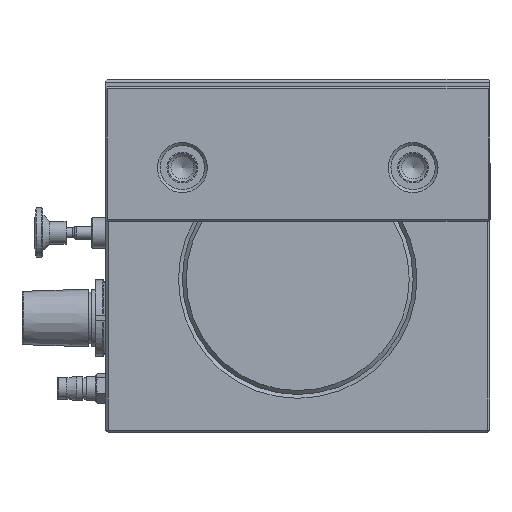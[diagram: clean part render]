
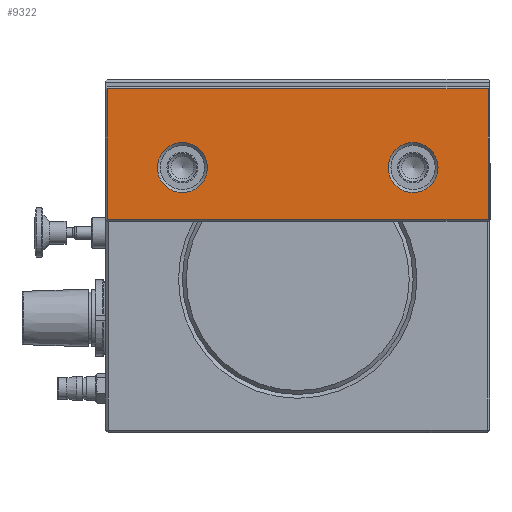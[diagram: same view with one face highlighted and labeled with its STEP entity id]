
A CAD part, front view. The second image highlights one B-rep face of the part: STEP entity #9322.
In plain terms, the highlighted planar face has unit normal (0, -1, 0).
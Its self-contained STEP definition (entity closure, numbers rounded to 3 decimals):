
#450=FACE_BOUND('',#1855,.T.);
#451=FACE_BOUND('',#1856,.T.);
#731=PLANE('',#10597);
#1250=FACE_OUTER_BOUND('',#1854,.T.);
#1854=EDGE_LOOP('',(#8573,#8574,#8575,#8576));
#1855=EDGE_LOOP('',(#8577));
#1856=EDGE_LOOP('',(#8578));
#2631=LINE('',#16708,#3434);
#2642=LINE('',#16731,#3445);
#2646=LINE('',#16737,#3449);
#2649=LINE('',#16741,#3452);
#3434=VECTOR('',#13229,10.);
#3445=VECTOR('',#13248,10.);
#3449=VECTOR('',#13256,10.);
#3452=VECTOR('',#13261,10.);
#3907=CIRCLE('',#10598,13.);
#3908=CIRCLE('',#10599,13.);
#4735=VERTEX_POINT('',#16705);
#4736=VERTEX_POINT('',#16707);
#4741=VERTEX_POINT('',#16720);
#4742=VERTEX_POINT('',#16724);
#4745=VERTEX_POINT('',#16747);
#4746=VERTEX_POINT('',#16749);
#6013=EDGE_CURVE('',#4735,#4736,#2631,.T.);
#6024=EDGE_CURVE('',#4742,#4741,#2642,.T.);
#6028=EDGE_CURVE('',#4736,#4742,#2646,.T.);
#6031=EDGE_CURVE('',#4741,#4735,#2649,.T.);
#6034=EDGE_CURVE('',#4745,#4745,#3907,.T.);
#6035=EDGE_CURVE('',#4746,#4746,#3908,.T.);
#8573=ORIENTED_EDGE('',*,*,#6024,.F.);
#8574=ORIENTED_EDGE('',*,*,#6028,.F.);
#8575=ORIENTED_EDGE('',*,*,#6013,.F.);
#8576=ORIENTED_EDGE('',*,*,#6031,.F.);
#8577=ORIENTED_EDGE('',*,*,#6034,.F.);
#8578=ORIENTED_EDGE('',*,*,#6035,.F.);
#9322=ADVANCED_FACE('',(#1250,#450,#451),#731,.F.);
#10597=AXIS2_PLACEMENT_3D('',#16746,#13268,#13269);
#10598=AXIS2_PLACEMENT_3D('',#16748,#13270,#13271);
#10599=AXIS2_PLACEMENT_3D('',#16750,#13272,#13273);
#13229=DIRECTION('',(-1.,0.,0.));
#13248=DIRECTION('',(1.,0.,0.));
#13256=DIRECTION('',(0.,0.,1.));
#13261=DIRECTION('',(0.,0.,-1.));
#13268=DIRECTION('center_axis',(0.,1.,0.));
#13269=DIRECTION('ref_axis',(0.,0.,1.));
#13270=DIRECTION('center_axis',(0.,-1.,0.));
#13271=DIRECTION('ref_axis',(-1.,0.,0.));
#13272=DIRECTION('center_axis',(0.,-1.,0.));
#13273=DIRECTION('ref_axis',(-1.,0.,0.));
#16705=CARTESIAN_POINT('',(99.,0.,-34.));
#16707=CARTESIAN_POINT('',(-99.,0.,-34.));
#16708=CARTESIAN_POINT('',(50.,0.,-34.));
#16720=CARTESIAN_POINT('',(99.,0.,34.));
#16724=CARTESIAN_POINT('',(-99.,0.,34.));
#16731=CARTESIAN_POINT('',(-50.,0.,34.));
#16737=CARTESIAN_POINT('',(-99.,0.,-17.5));
#16741=CARTESIAN_POINT('',(99.,0.,17.5));
#16746=CARTESIAN_POINT('Origin',(0.,0.,0.));
#16747=CARTESIAN_POINT('',(73.,0.,-7.));
#16748=CARTESIAN_POINT('Origin',(60.,0.,-7.));
#16749=CARTESIAN_POINT('',(-47.,0.,-7.));
#16750=CARTESIAN_POINT('Origin',(-60.,0.,-7.));
